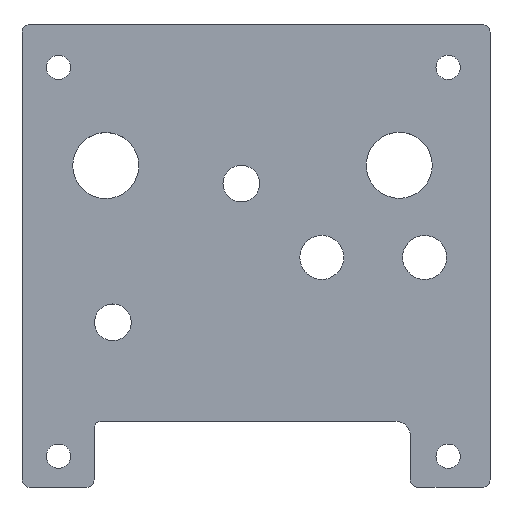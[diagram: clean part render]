
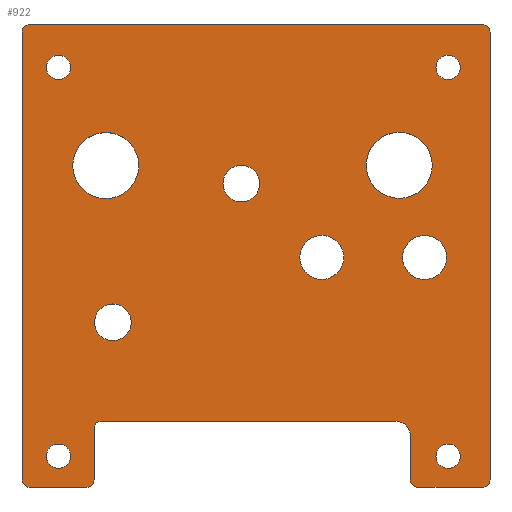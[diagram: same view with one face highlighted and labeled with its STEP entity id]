
A CAD part, top view. The second image highlights one B-rep face of the part: STEP entity #922.
In plain terms, the highlighted planar face has unit normal (0, 0, 1).
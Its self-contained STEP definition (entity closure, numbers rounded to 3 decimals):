
#42=CARTESIAN_POINT('',(-2.025,264.324,5.855));
#43=VERTEX_POINT('',#42);
#50=CARTESIAN_POINT('',(-10.869,264.324,5.855));
#51=VERTEX_POINT('',#50);
#52=CARTESIAN_POINT('',(-2.025,264.324,5.855));
#53=DIRECTION('',(-1.,0.,0.));
#54=VECTOR('',#53,8.845);
#55=LINE('',#52,#54);
#56=EDGE_CURVE('',#43,#51,#55,.T.);
#82=CARTESIAN_POINT('',(-11.869,265.324,5.855));
#83=VERTEX_POINT('',#82);
#84=CARTESIAN_POINT('',(-10.805,265.388,5.855));
#85=DIRECTION('',(0.,0.,-1.));
#86=DIRECTION('',(0.,1.,0.));
#87=AXIS2_PLACEMENT_3D('',#84,#85,#86);
#88=CIRCLE('',#87,1.067);
#89=EDGE_CURVE('',#51,#83,#88,.T.);
#114=CARTESIAN_POINT('',(-11.869,271.324,5.855));
#115=VERTEX_POINT('',#114);
#116=CARTESIAN_POINT('',(-11.869,265.324,5.855));
#117=DIRECTION('',(0.,1.,0.));
#118=VECTOR('',#117,6.);
#119=LINE('',#116,#118);
#120=EDGE_CURVE('',#83,#115,#119,.T.);
#146=CARTESIAN_POINT('',(-13.869,273.324,5.855));
#147=VERTEX_POINT('',#146);
#148=CARTESIAN_POINT('',(-13.869,271.324,5.855));
#149=DIRECTION('',(0.,0.,-1.));
#150=DIRECTION('',(0.,1.,0.));
#151=AXIS2_PLACEMENT_3D('',#148,#149,#150);
#152=CIRCLE('',#151,2.);
#153=EDGE_CURVE('',#147,#115,#152,.T.);
#178=CARTESIAN_POINT('',(-53.975,273.324,5.855));
#179=VERTEX_POINT('',#178);
#180=CARTESIAN_POINT('',(-13.869,273.324,5.855));
#181=DIRECTION('',(-1.,0.,0.));
#182=VECTOR('',#181,40.106);
#183=LINE('',#180,#182);
#184=EDGE_CURVE('',#147,#179,#183,.T.);
#210=CARTESIAN_POINT('',(-54.975,272.324,5.855));
#211=VERTEX_POINT('',#210);
#212=CARTESIAN_POINT('',(-53.975,272.324,5.855));
#213=DIRECTION('',(0.,0.,-1.));
#214=DIRECTION('',(0.,1.,0.));
#215=AXIS2_PLACEMENT_3D('',#212,#213,#214);
#216=CIRCLE('',#215,1.);
#217=EDGE_CURVE('',#211,#179,#216,.T.);
#242=CARTESIAN_POINT('',(-54.975,265.324,5.855));
#243=VERTEX_POINT('',#242);
#244=CARTESIAN_POINT('',(-54.975,272.324,5.855));
#245=DIRECTION('',(0.,-1.,-0.));
#246=VECTOR('',#245,7.);
#247=LINE('',#244,#246);
#248=EDGE_CURVE('',#211,#243,#247,.T.);
#274=CARTESIAN_POINT('',(-55.975,264.324,5.855));
#275=VERTEX_POINT('',#274);
#276=CARTESIAN_POINT('',(-55.996,265.344,5.855));
#277=DIRECTION('',(0.,0.,-1.));
#278=DIRECTION('',(0.,1.,0.));
#279=AXIS2_PLACEMENT_3D('',#276,#277,#278);
#280=CIRCLE('',#279,1.02);
#281=EDGE_CURVE('',#243,#275,#280,.T.);
#306=CARTESIAN_POINT('',(-63.8,264.324,5.855));
#307=VERTEX_POINT('',#306);
#308=CARTESIAN_POINT('',(-55.975,264.324,5.855));
#309=DIRECTION('',(-1.,0.,0.));
#310=VECTOR('',#309,7.824);
#311=LINE('',#308,#310);
#312=EDGE_CURVE('',#275,#307,#311,.T.);
#338=CARTESIAN_POINT('',(-64.8,265.324,5.855));
#339=VERTEX_POINT('',#338);
#340=CARTESIAN_POINT('',(-63.686,265.437,5.855));
#341=DIRECTION('',(0.,0.,-1.));
#342=DIRECTION('',(0.,1.,0.));
#343=AXIS2_PLACEMENT_3D('',#340,#341,#342);
#344=CIRCLE('',#343,1.119);
#345=EDGE_CURVE('',#307,#339,#344,.T.);
#370=CARTESIAN_POINT('',(-64.8,326.362,5.855));
#371=VERTEX_POINT('',#370);
#372=CARTESIAN_POINT('',(-64.8,265.324,5.855));
#373=DIRECTION('',(-0.,1.,0.));
#374=VECTOR('',#373,61.039);
#375=LINE('',#372,#374);
#376=EDGE_CURVE('',#339,#371,#375,.T.);
#402=CARTESIAN_POINT('',(-63.8,327.362,5.855));
#403=VERTEX_POINT('',#402);
#404=CARTESIAN_POINT('',(-63.8,326.362,5.855));
#405=DIRECTION('',(0.,0.,-1.));
#406=DIRECTION('',(0.,1.,0.));
#407=AXIS2_PLACEMENT_3D('',#404,#405,#406);
#408=CIRCLE('',#407,1.);
#409=EDGE_CURVE('',#371,#403,#408,.T.);
#434=CARTESIAN_POINT('',(-2.025,327.362,5.855));
#435=VERTEX_POINT('',#434);
#436=CARTESIAN_POINT('',(-63.8,327.362,5.855));
#437=DIRECTION('',(1.,0.,-0.));
#438=VECTOR('',#437,61.775);
#439=LINE('',#436,#438);
#440=EDGE_CURVE('',#403,#435,#439,.T.);
#466=CARTESIAN_POINT('',(-1.025,326.362,5.855));
#467=VERTEX_POINT('',#466);
#468=CARTESIAN_POINT('',(-2.025,326.362,5.855));
#469=DIRECTION('',(0.,0.,-1.));
#470=DIRECTION('',(0.,1.,0.));
#471=AXIS2_PLACEMENT_3D('',#468,#469,#470);
#472=CIRCLE('',#471,1.);
#473=EDGE_CURVE('',#435,#467,#472,.T.);
#498=CARTESIAN_POINT('',(-1.025,265.324,5.855));
#499=VERTEX_POINT('',#498);
#500=CARTESIAN_POINT('',(-1.025,326.362,5.855));
#501=DIRECTION('',(0.,-1.,-0.));
#502=VECTOR('',#501,61.039);
#503=LINE('',#500,#502);
#504=EDGE_CURVE('',#467,#499,#503,.T.);
#522=CARTESIAN_POINT('',(-59.826,270.206,5.855));
#523=VERTEX_POINT('',#522);
#538=CARTESIAN_POINT('',(-59.826,268.549,5.855));
#539=DIRECTION('',(0.,0.,-1.));
#540=DIRECTION('',(0.,1.,0.));
#541=AXIS2_PLACEMENT_3D('',#538,#539,#540);
#542=CIRCLE('',#541,1.657);
#543=EDGE_CURVE('',#523,#523,#542,.T.);
#555=CARTESIAN_POINT('',(-6.735,323.193,5.855));
#556=VERTEX_POINT('',#555);
#571=CARTESIAN_POINT('',(-6.735,321.537,5.855));
#572=DIRECTION('',(0.,0.,-1.));
#573=DIRECTION('',(0.,1.,0.));
#574=AXIS2_PLACEMENT_3D('',#571,#572,#573);
#575=CIRCLE('',#574,1.657);
#576=EDGE_CURVE('',#556,#556,#575,.T.);
#588=CARTESIAN_POINT('',(-6.735,270.206,5.855));
#589=VERTEX_POINT('',#588);
#604=CARTESIAN_POINT('',(-6.735,268.549,5.855));
#605=DIRECTION('',(0.,0.,-1.));
#606=DIRECTION('',(0.,1.,0.));
#607=AXIS2_PLACEMENT_3D('',#604,#605,#606);
#608=CIRCLE('',#607,1.657);
#609=EDGE_CURVE('',#589,#589,#608,.T.);
#621=CARTESIAN_POINT('',(-13.394,312.699,5.855));
#622=VERTEX_POINT('',#621);
#637=CARTESIAN_POINT('',(-13.394,308.199,5.855));
#638=DIRECTION('',(0.,0.,-1.));
#639=DIRECTION('',(0.,1.,0.));
#640=AXIS2_PLACEMENT_3D('',#637,#638,#639);
#641=CIRCLE('',#640,4.5);
#642=EDGE_CURVE('',#622,#622,#641,.T.);
#654=CARTESIAN_POINT('',(-9.93,298.646,5.855));
#655=VERTEX_POINT('',#654);
#670=CARTESIAN_POINT('',(-9.93,295.646,5.855));
#671=DIRECTION('',(0.,0.,-1.));
#672=DIRECTION('',(0.,1.,0.));
#673=AXIS2_PLACEMENT_3D('',#670,#671,#672);
#674=CIRCLE('',#673,3.);
#675=EDGE_CURVE('',#655,#655,#674,.T.);
#687=CARTESIAN_POINT('',(-53.381,312.661,5.855));
#688=VERTEX_POINT('',#687);
#703=CARTESIAN_POINT('',(-53.381,308.161,5.855));
#704=DIRECTION('',(0.,0.,-1.));
#705=DIRECTION('',(0.,1.,0.));
#706=AXIS2_PLACEMENT_3D('',#703,#704,#705);
#707=CIRCLE('',#706,4.5);
#708=EDGE_CURVE('',#688,#688,#707,.T.);
#720=CARTESIAN_POINT('',(-34.92,308.208,5.855));
#721=VERTEX_POINT('',#720);
#736=CARTESIAN_POINT('',(-34.92,305.708,5.855));
#737=DIRECTION('',(0.,0.,-1.));
#738=DIRECTION('',(0.,1.,0.));
#739=AXIS2_PLACEMENT_3D('',#736,#737,#738);
#740=CIRCLE('',#739,2.5);
#741=EDGE_CURVE('',#721,#721,#740,.T.);
#753=CARTESIAN_POINT('',(-23.939,298.653,5.855));
#754=VERTEX_POINT('',#753);
#769=CARTESIAN_POINT('',(-23.939,295.653,5.855));
#770=DIRECTION('',(0.,0.,-1.));
#771=DIRECTION('',(0.,1.,0.));
#772=AXIS2_PLACEMENT_3D('',#769,#770,#771);
#773=CIRCLE('',#772,3.);
#774=EDGE_CURVE('',#754,#754,#773,.T.);
#786=CARTESIAN_POINT('',(-59.826,323.194,5.855));
#787=VERTEX_POINT('',#786);
#802=CARTESIAN_POINT('',(-59.826,321.537,5.855));
#803=DIRECTION('',(0.,0.,-1.));
#804=DIRECTION('',(0.,1.,0.));
#805=AXIS2_PLACEMENT_3D('',#802,#803,#804);
#806=CIRCLE('',#805,1.657);
#807=EDGE_CURVE('',#787,#787,#806,.T.);
#819=CARTESIAN_POINT('',(-52.418,289.303,5.855));
#820=VERTEX_POINT('',#819);
#835=CARTESIAN_POINT('',(-52.418,286.803,5.855));
#836=DIRECTION('',(0.,0.,-1.));
#837=DIRECTION('',(0.,1.,0.));
#838=AXIS2_PLACEMENT_3D('',#835,#836,#837);
#839=CIRCLE('',#838,2.5);
#840=EDGE_CURVE('',#820,#820,#839,.T.);
#858=CARTESIAN_POINT('',(-2.025,265.324,5.855));
#859=DIRECTION('',(0.,0.,-1.));
#860=DIRECTION('',(0.,1.,0.));
#861=AXIS2_PLACEMENT_3D('',#858,#859,#860);
#862=CIRCLE('',#861,1.);
#863=EDGE_CURVE('',#499,#43,#862,.T.);
#869=CARTESIAN_POINT('',(0.,129.988,5.855));
#870=DIRECTION('',(0.,0.,-1.));
#871=DIRECTION('',(-1.,0.,0.));
#872=AXIS2_PLACEMENT_3D('',#869,#870,#871);
#873=PLANE('',#872);
#874=ORIENTED_EDGE('',*,*,#840,.T.);
#875=EDGE_LOOP('',(#874));
#876=FACE_BOUND('',#875,.T.);
#877=ORIENTED_EDGE('',*,*,#807,.T.);
#878=EDGE_LOOP('',(#877));
#879=FACE_BOUND('',#878,.T.);
#880=ORIENTED_EDGE('',*,*,#774,.T.);
#881=EDGE_LOOP('',(#880));
#882=FACE_BOUND('',#881,.T.);
#883=ORIENTED_EDGE('',*,*,#741,.T.);
#884=EDGE_LOOP('',(#883));
#885=FACE_BOUND('',#884,.T.);
#886=ORIENTED_EDGE('',*,*,#708,.T.);
#887=EDGE_LOOP('',(#886));
#888=FACE_BOUND('',#887,.T.);
#889=ORIENTED_EDGE('',*,*,#675,.T.);
#890=EDGE_LOOP('',(#889));
#891=FACE_BOUND('',#890,.T.);
#892=ORIENTED_EDGE('',*,*,#642,.T.);
#893=EDGE_LOOP('',(#892));
#894=FACE_BOUND('',#893,.T.);
#895=ORIENTED_EDGE('',*,*,#609,.T.);
#896=EDGE_LOOP('',(#895));
#897=FACE_BOUND('',#896,.T.);
#898=ORIENTED_EDGE('',*,*,#576,.T.);
#899=EDGE_LOOP('',(#898));
#900=FACE_BOUND('',#899,.T.);
#901=ORIENTED_EDGE('',*,*,#543,.T.);
#902=EDGE_LOOP('',(#901));
#903=FACE_BOUND('',#902,.T.);
#904=ORIENTED_EDGE('',*,*,#56,.F.);
#905=ORIENTED_EDGE('',*,*,#863,.F.);
#906=ORIENTED_EDGE('',*,*,#504,.F.);
#907=ORIENTED_EDGE('',*,*,#473,.F.);
#908=ORIENTED_EDGE('',*,*,#440,.F.);
#909=ORIENTED_EDGE('',*,*,#409,.F.);
#910=ORIENTED_EDGE('',*,*,#376,.F.);
#911=ORIENTED_EDGE('',*,*,#345,.F.);
#912=ORIENTED_EDGE('',*,*,#312,.F.);
#913=ORIENTED_EDGE('',*,*,#281,.F.);
#914=ORIENTED_EDGE('',*,*,#248,.F.);
#915=ORIENTED_EDGE('',*,*,#217,.T.);
#916=ORIENTED_EDGE('',*,*,#184,.F.);
#917=ORIENTED_EDGE('',*,*,#153,.T.);
#918=ORIENTED_EDGE('',*,*,#120,.F.);
#919=ORIENTED_EDGE('',*,*,#89,.F.);
#920=EDGE_LOOP('',(#904,#905,#906,#907,#908,#909,#910,#911,#912,#913,#914,#915,#916,#917,#918,#919));
#921=FACE_BOUND('',#920,.T.);
#922=ADVANCED_FACE('',(#876,#879,#882,#885,#888,#891,#894,#897,#900,#903,#921),#873,.F.);
